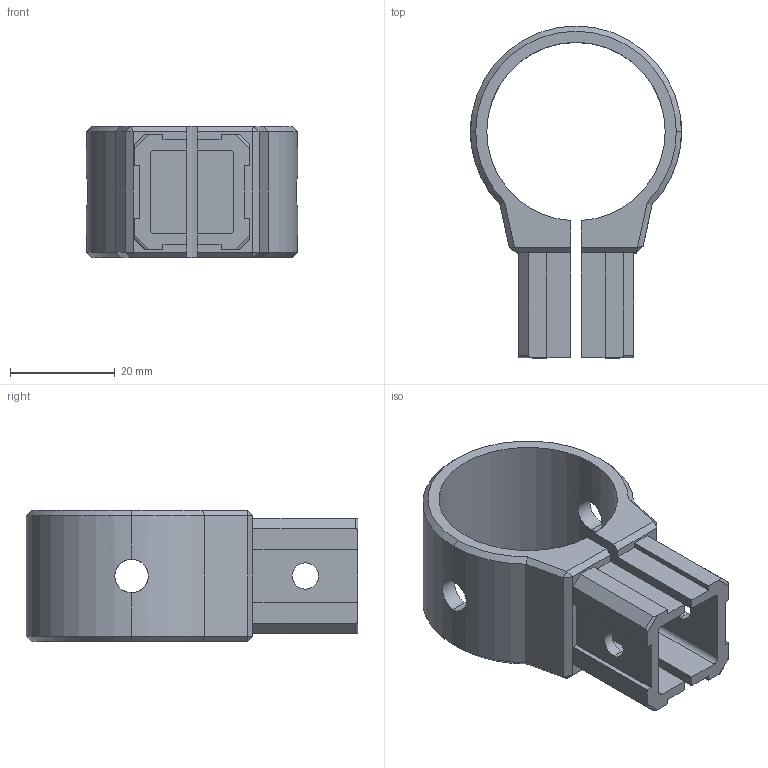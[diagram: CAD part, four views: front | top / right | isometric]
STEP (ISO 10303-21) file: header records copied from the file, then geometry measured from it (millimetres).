
FILE_DESCRIPTION (( 'STEP AP203' ), '1' );
FILE_NAME ('sone3D.STEP', '2014-10-30T00:45:45', ( '' ), ( '' ), 'SwSTEP 2.0', 'SolidWorks 2012', '' );
FILE_SCHEMA (( 'CONFIG_CONTROL_DESIGN' ));
Length unit declared in the file: millimetre
Products named in the file (1): sone3D
Bounding box: 40.2 x 63.2 x 25 mm (x, y, z)
Volume: 14799.1 mm3; surface area: 10124.2 mm2
Topology: 1 solids, 1 shells, 86 faces, 236 edges, 148 vertices
Faces by surface type: plane 58, cylinder 22, cone 6
Entity records: 3011 total; most frequent: CARTESIAN_POINT 767, ORIENTED_EDGE 472, DIRECTION 424, EDGE_CURVE 236, VECTOR 182, LINE 182, VERTEX_POINT 148, AXIS2_PLACEMENT_3D 121
